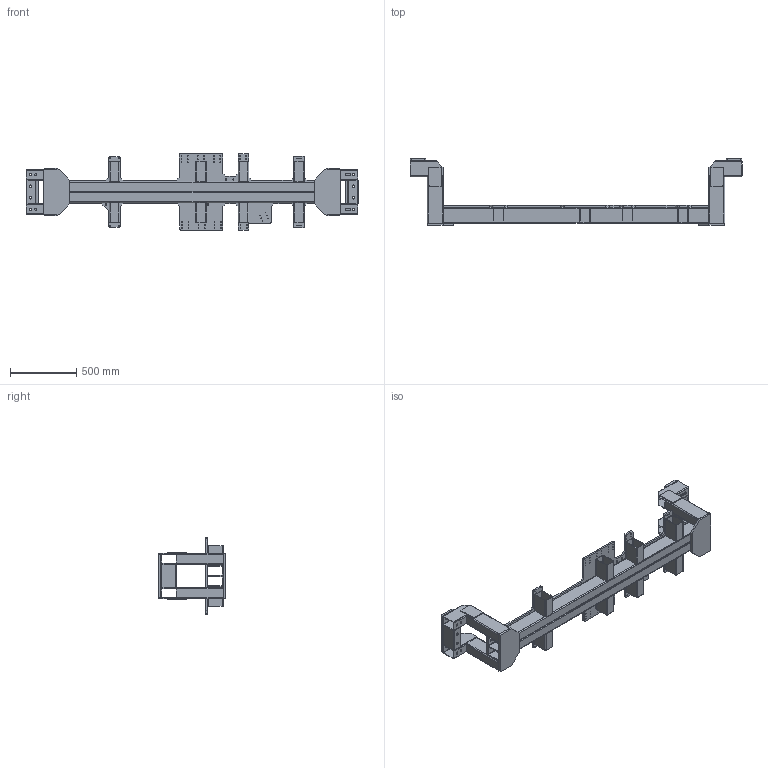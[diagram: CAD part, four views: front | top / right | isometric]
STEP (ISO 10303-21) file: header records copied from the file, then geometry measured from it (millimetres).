
FILE_DESCRIPTION (( 'STEP AP203' ), '1' );
FILE_NAME ('ÄÑÒ21.02.01.07.90.100 Áàçîâàÿ ïëàòôîðìà îñíàñòêè ¹4.STEP', '2022-03-25T05:42:11', ( '' ), ( '' ), 'SwSTEP 2.0', 'SolidWorks 2021', '' );
FILE_SCHEMA (( 'CONFIG_CONTROL_DESIGN' ));
Length unit declared in the file: millimetre
Products named in the file (11): ���21.02.01.07.90.105 �����_�� 㬮�砭��; ���21.02.01.07.90.104 �����_�� 㬮�砭��; ���21.02.01.07.90.107 �����_�� 㬮�砭��; ���21.02.01.07.90.101 ������� ����� �������_�� 㬮�砭��; ���21.02.01.07.90.110 �����_�� 㬮�砭��; ���21.02.01.07.90.103 �����_�� 㬮�砭��; ���21.02.01.07.90.109 ��������_�� 㬮�砭��; ���21.02.01.07.90.102 �����_�� 㬮�砭��; ÄÑÒ21.02.01.07.90.100 Áàçîâàÿ ïëàòôîðìà îñíàñòêè ¹4; ���21.02.01.07.90.106 �����_�� 㬮�砭��; ���21.02.01.07.90.108 �����_�� 㬮�砭��
Assembly tree (29 placements, depth 2):
  ÄÑÒ21.02.01.07.90.100 Áàçîâàÿ ïëàòôîðìà îñíàñòêè ¹4
    ���21.02.01.07.90.102 �����_�� 㬮�砭��  x2
    ���21.02.01.07.90.101 ������� ����� �������_�� 㬮�砭��
    ���21.02.01.07.90.103 �����_�� 㬮�砭��  x8
    ���21.02.01.07.90.105 �����_�� 㬮�砭��  x2
    ���21.02.01.07.90.104 �����_�� 㬮�砭��  x4
    ���21.02.01.07.90.107 �����_�� 㬮�砭��  x2
    ���21.02.01.07.90.110 �����_�� 㬮�砭��  x2
    ���21.02.01.07.90.108 �����_�� 㬮�砭��  x2
    ���21.02.01.07.90.106 �����_�� 㬮�砭��  x2
    ���21.02.01.07.90.109 ��������_�� 㬮�砭��  x4
Bounding box: 2508 x 502 x 580 mm (x, y, z)
Volume: 28978509.7 mm3; surface area: 8368331.6 mm2
Topology: 29 solids, 29 shells, 1181 faces, 3300 edges, 2200 vertices
Faces by surface type: cylinder 718, plane 463
Entity records: 30461 total; most frequent: DIRECTION 5248, CARTESIAN_POINT 4889, ORIENTED_EDGE 4788, EDGE_CURVE 2394, AXIS2_PLACEMENT_3D 1987, VERTEX_POINT 1596, VECTOR 1274, LINE 1274
